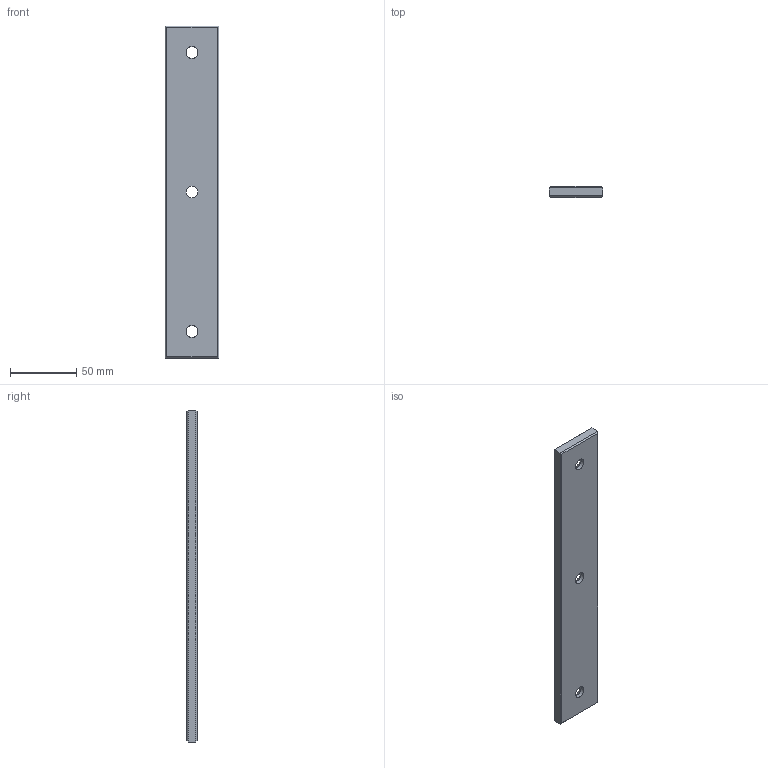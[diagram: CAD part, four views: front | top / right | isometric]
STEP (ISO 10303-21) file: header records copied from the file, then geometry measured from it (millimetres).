
FILE_DESCRIPTION( ( 'STEP AP203' ), ' ' );
FILE_NAME( '2962.78.040.08.0250.stp', '2016-03-11T13:05:40', ( '' ), ( '' ), ' ', 'PARTsolutions', ' ' );
FILE_SCHEMA( ( 'CONFIG_CONTROL_DESIGN' ) );
Length unit declared in the file: millimetre
Products named in the file (1): _2962.78.040.08.0250
Bounding box: 40 x 8 x 250 mm (x, y, z)
Volume: 76442.9 mm3; surface area: 24103.2 mm2
Topology: 1 solids, 1 shells, 20 faces, 43 edges, 25 vertices
Faces by surface type: plane 14, cylinder 3, cone 3
Full cylindrical faces by diameter (mm): 9 x3
Entity records: 554 total; most frequent: DIRECTION 88, CARTESIAN_POINT 83, ORIENTED_EDGE 74, EDGE_CURVE 37, EDGE_LOOP 32, AXIS2_PLACEMENT_3D 30, LINE 28, VECTOR 28
